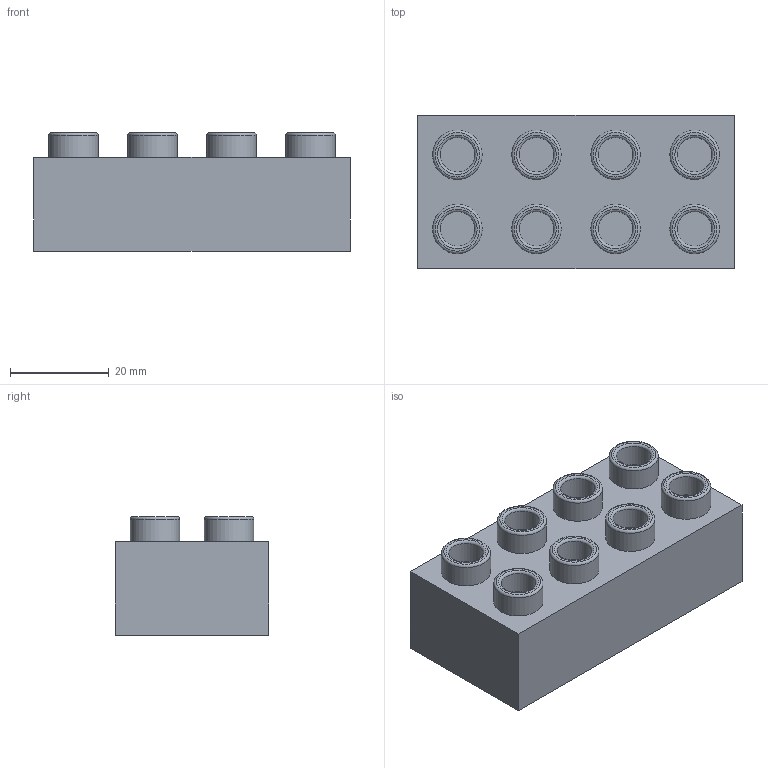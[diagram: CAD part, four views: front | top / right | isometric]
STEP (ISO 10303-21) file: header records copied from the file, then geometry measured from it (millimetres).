
FILE_DESCRIPTION(/* description */ (''),/* implementation_level */ '2;1');
FILE_NAME(/* name */ 'LEGO_red.stp',/* time_stamp */ '2022-01-17T17:15:02+02:00',/* author */ ('anton'),/* organization */ (''),/* preprocessor_version */ 'ST-DEVELOPER v18.1',/* originating_system */ 'Autodesk Inventor 2022',/* authorisation */ '');
FILE_SCHEMA (('AUTOMOTIVE_DESIGN { 1 0 10303 214 3 1 1 }'));
Length unit declared in the file: millimetre
Products named in the file (1): LEGO_red
Bounding box: 64 x 31 x 24 mm (x, y, z)
Volume: 39275.3 mm3; surface area: 9622.6 mm2
Topology: 1 solids, 1 shells, 54 faces, 92 edges, 56 vertices
Faces by surface type: plane 22, torus 16, cylinder 16
Full cylindrical faces by diameter (mm): 7 x8, 10 x8
Entity records: 1396 total; most frequent: DIRECTION 266, CARTESIAN_POINT 203, ORIENTED_EDGE 184, AXIS2_PLACEMENT_3D 119, EDGE_CURVE 92, EDGE_LOOP 70, CIRCLE 64, VERTEX_POINT 56
